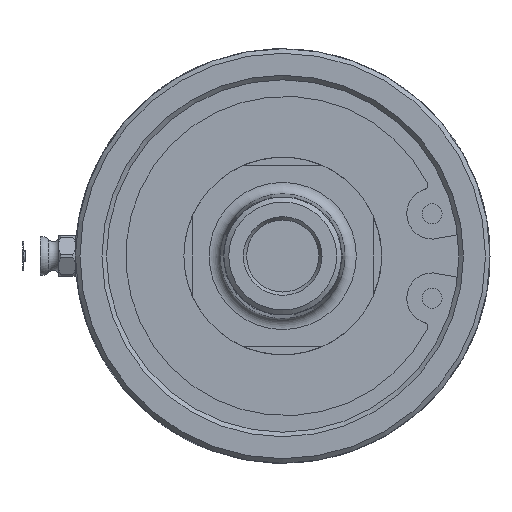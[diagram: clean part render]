
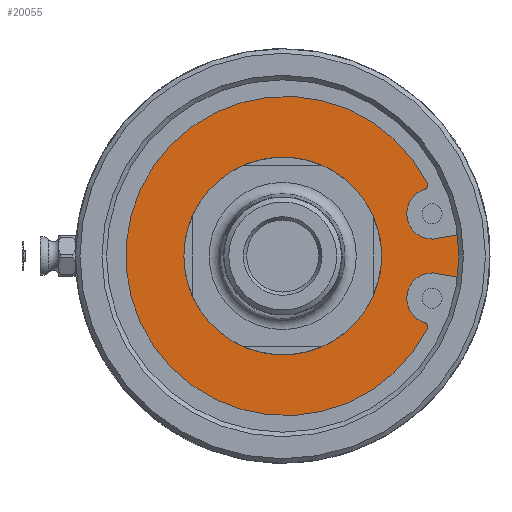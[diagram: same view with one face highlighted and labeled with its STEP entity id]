
A CAD part, left-side view. The second image highlights one B-rep face of the part: STEP entity #20055.
In plain terms, the highlighted planar face has unit normal (-1, 0, 0).
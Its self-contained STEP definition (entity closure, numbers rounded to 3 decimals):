
#461=PLANE('',#21178);
#1154=FACE_BOUND('',#3421,.T.);
#2202=FACE_OUTER_BOUND('',#3420,.T.);
#3420=EDGE_LOOP('',(#18171,#18172,#18173,#18174,#18175,#18176,#18177,#18178));
#3421=EDGE_LOOP('',(#18179,#18180));
#5203=CIRCLE('',#21126,17.4);
#5204=CIRCLE('',#21127,17.4);
#5217=CIRCLE('',#21149,4.474);
#5219=CIRCLE('',#21152,0.858);
#5225=CIRCLE('',#21162,28.105);
#5227=CIRCLE('',#21165,0.858);
#5229=CIRCLE('',#21168,4.474);
#5233=CIRCLE('',#21174,33.45);
#6394=LINE('',#57169,#7524);
#6402=LINE('',#57202,#7532);
#7524=VECTOR('',#24381,10.);
#7532=VECTOR('',#24415,10.);
#9411=VERTEX_POINT('',#57125);
#9412=VERTEX_POINT('',#57126);
#9425=VERTEX_POINT('',#57167);
#9426=VERTEX_POINT('',#57168);
#9429=VERTEX_POINT('',#57176);
#9431=VERTEX_POINT('',#57182);
#9437=VERTEX_POINT('',#57200);
#9438=VERTEX_POINT('',#57201);
#9441=VERTEX_POINT('',#57209);
#9443=VERTEX_POINT('',#57215);
#12327=EDGE_CURVE('',#9411,#9412,#5203,.T.);
#12328=EDGE_CURVE('',#9412,#9411,#5204,.T.);
#12347=EDGE_CURVE('',#9425,#9426,#6394,.T.);
#12351=EDGE_CURVE('',#9429,#9425,#5217,.T.);
#12354=EDGE_CURVE('',#9431,#9429,#5219,.T.);
#12363=EDGE_CURVE('',#9437,#9438,#6402,.T.);
#12367=EDGE_CURVE('',#9441,#9431,#5225,.T.);
#12370=EDGE_CURVE('',#9443,#9441,#5227,.T.);
#12373=EDGE_CURVE('',#9438,#9443,#5229,.T.);
#12377=EDGE_CURVE('',#9426,#9437,#5233,.T.);
#18171=ORIENTED_EDGE('',*,*,#12363,.T.);
#18172=ORIENTED_EDGE('',*,*,#12373,.T.);
#18173=ORIENTED_EDGE('',*,*,#12370,.T.);
#18174=ORIENTED_EDGE('',*,*,#12367,.T.);
#18175=ORIENTED_EDGE('',*,*,#12354,.T.);
#18176=ORIENTED_EDGE('',*,*,#12351,.T.);
#18177=ORIENTED_EDGE('',*,*,#12347,.T.);
#18178=ORIENTED_EDGE('',*,*,#12377,.T.);
#18179=ORIENTED_EDGE('',*,*,#12327,.T.);
#18180=ORIENTED_EDGE('',*,*,#12328,.T.);
#20055=ADVANCED_FACE('',(#2202,#1154),#461,.F.);
#21126=AXIS2_PLACEMENT_3D('',#57127,#24331,#24332);
#21127=AXIS2_PLACEMENT_3D('',#57128,#24333,#24334);
#21149=AXIS2_PLACEMENT_3D('',#57177,#24387,#24388);
#21152=AXIS2_PLACEMENT_3D('',#57183,#24394,#24395);
#21162=AXIS2_PLACEMENT_3D('',#57210,#24421,#24422);
#21165=AXIS2_PLACEMENT_3D('',#57216,#24428,#24429);
#21168=AXIS2_PLACEMENT_3D('',#57221,#24435,#24436);
#21174=AXIS2_PLACEMENT_3D('',#57228,#24447,#24448);
#21178=AXIS2_PLACEMENT_3D('',#57233,#24455,#24456);
#24331=DIRECTION('center_axis',(1.,0.,0.));
#24332=DIRECTION('ref_axis',(0.,-1.,0.));
#24333=DIRECTION('center_axis',(1.,0.,0.));
#24334=DIRECTION('ref_axis',(0.,-1.,0.));
#24381=DIRECTION('',(0.,-0.985,-0.174));
#24387=DIRECTION('center_axis',(1.,0.,0.));
#24388=DIRECTION('ref_axis',(0.,0.046,-0.999));
#24394=DIRECTION('center_axis',(-1.,0.,0.));
#24395=DIRECTION('ref_axis',(0.,-0.854,-0.52));
#24415=DIRECTION('',(0.,0.985,-0.174));
#24421=DIRECTION('center_axis',(-1.,0.,0.));
#24422=DIRECTION('ref_axis',(0.,-0.888,0.461));
#24428=DIRECTION('center_axis',(-1.,0.,0.));
#24429=DIRECTION('ref_axis',(0.,-0.492,-0.871));
#24435=DIRECTION('center_axis',(1.,0.,0.));
#24436=DIRECTION('ref_axis',(0.,-0.27,-0.963));
#24447=DIRECTION('center_axis',(-1.,0.,0.));
#24448=DIRECTION('ref_axis',(0.,1.,0.));
#24455=DIRECTION('center_axis',(1.,0.,0.));
#24456=DIRECTION('ref_axis',(0.,0.,-1.));
#57125=CARTESIAN_POINT('',(5.78,-17.4,0.));
#57126=CARTESIAN_POINT('',(5.78,17.4,0.));
#57127=CARTESIAN_POINT('Origin',(5.78,0.,
0.));
#57128=CARTESIAN_POINT('Origin',(5.78,0.,
0.));
#57167=CARTESIAN_POINT('',(5.78,-26.526,-2.981));
#57168=CARTESIAN_POINT('',(5.78,-33.191,-4.156));
#57169=CARTESIAN_POINT('',(5.78,-5.298,0.762));
#57176=CARTESIAN_POINT('',(5.78,-25.113,-11.757));
#57177=CARTESIAN_POINT('Origin',(5.78,-26.322,-7.45));
#57182=CARTESIAN_POINT('',(5.78,-25.423,-12.95));
#57183=CARTESIAN_POINT('Origin',(5.78,-24.691,-12.504));
#57200=CARTESIAN_POINT('',(5.78,-33.191,4.156));
#57201=CARTESIAN_POINT('',(5.78,-26.526,2.981));
#57202=CARTESIAN_POINT('',(5.78,-8.63,-0.175));
#57209=CARTESIAN_POINT('',(5.78,-25.423,12.95));
#57210=CARTESIAN_POINT('Origin',(5.78,-0.479,0.));
#57215=CARTESIAN_POINT('',(5.78,-25.113,11.757));
#57216=CARTESIAN_POINT('Origin',(5.78,-24.691,12.504));
#57221=CARTESIAN_POINT('Origin',(5.78,-26.322,7.45));
#57228=CARTESIAN_POINT('Origin',(5.78,0.,0.));
#57233=CARTESIAN_POINT('Origin',(5.78,16.725,0.));
